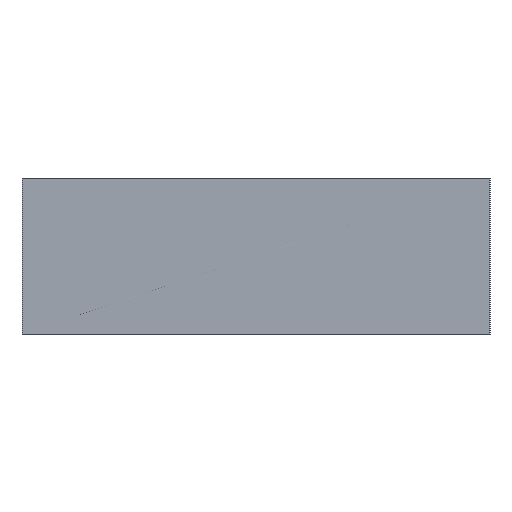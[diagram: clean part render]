
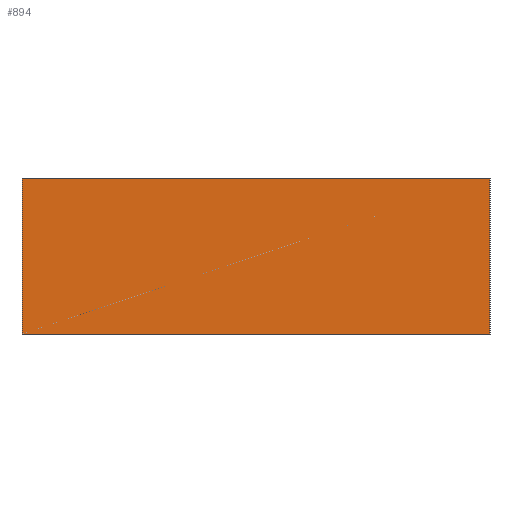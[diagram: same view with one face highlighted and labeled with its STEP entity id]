
A CAD part, left-side view. The second image highlights one B-rep face of the part: STEP entity #894.
In plain terms, the highlighted planar face has unit normal (-1, 0, 0).
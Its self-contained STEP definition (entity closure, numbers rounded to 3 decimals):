
#70 = LINE ( 'NONE', #637, #93 ) ;
#79 = LINE ( 'NONE', #848, #164 ) ;
#93 = VECTOR ( 'NONE', #622, 1000. ) ;
#103 = LINE ( 'NONE', #632, #110 ) ;
#110 = VECTOR ( 'NONE', #626, 1000. ) ;
#134 = LINE ( 'NONE', #621, #145 ) ;
#145 = VECTOR ( 'NONE', #638, 1000. ) ;
#164 = VECTOR ( 'NONE', #862, 1000. ) ;
#172 = FACE_OUTER_BOUND ( 'NONE', #237, .T. ) ;
#203 = ORIENTED_EDGE ( 'NONE', *, *, #445, .F. ) ;
#237 = EDGE_LOOP ( 'NONE', ( #329, #203, #280, #278 ) ) ;
#278 = ORIENTED_EDGE ( 'NONE', *, *, #447, .T. ) ;
#280 = ORIENTED_EDGE ( 'NONE', *, *, #436, .F. ) ;
#329 = ORIENTED_EDGE ( 'NONE', *, *, #446, .T. ) ;
#436 = EDGE_CURVE ( 'NONE', #738, #742, #79, .T. ) ;
#445 = EDGE_CURVE ( 'NONE', #742, #821, #134, .T. ) ;
#446 = EDGE_CURVE ( 'NONE', #840, #821, #103, .T. ) ;
#447 = EDGE_CURVE ( 'NONE', #738, #840, #70, .T. ) ;
#527 = AXIS2_PLACEMENT_3D ( 'NONE', #575, #580, #581 ) ;
#575 = CARTESIAN_POINT ( 'NONE',  ( 0., 0., 25. ) ) ;
#577 = PLANE ( 'NONE',  #527 ) ;
#580 = DIRECTION ( 'NONE',  ( 1., 0., 0. ) ) ;
#581 = DIRECTION ( 'NONE',  ( 0., 0., -1. ) ) ;
#621 = CARTESIAN_POINT ( 'NONE',  ( 0., 0., 25. ) ) ;
#622 = DIRECTION ( 'NONE',  ( 0., 0., -1. ) ) ;
#626 = DIRECTION ( 'NONE',  ( 0., -1., 0. ) ) ;
#632 = CARTESIAN_POINT ( 'NONE',  ( 0., 0., 0. ) ) ;
#637 = CARTESIAN_POINT ( 'NONE',  ( 0., 75., 25. ) ) ;
#638 = DIRECTION ( 'NONE',  ( 0., 0., -1. ) ) ;
#651 = CARTESIAN_POINT ( 'NONE',  ( 0., 75., 25. ) ) ;
#654 = CARTESIAN_POINT ( 'NONE',  ( 0., 0., 25. ) ) ;
#677 = CARTESIAN_POINT ( 'NONE',  ( 0., 0., 0. ) ) ;
#689 = CARTESIAN_POINT ( 'NONE',  ( 0., 75., 0. ) ) ;
#738 = VERTEX_POINT ( 'NONE', #651 ) ;
#742 = VERTEX_POINT ( 'NONE', #654 ) ;
#821 = VERTEX_POINT ( 'NONE', #677 ) ;
#840 = VERTEX_POINT ( 'NONE', #689 ) ;
#848 = CARTESIAN_POINT ( 'NONE',  ( 0., 0., 25. ) ) ;
#862 = DIRECTION ( 'NONE',  ( 0., -1., 0. ) ) ;
#894 = ADVANCED_FACE ( 'NONE', ( #172 ), #577, .F. ) ;
